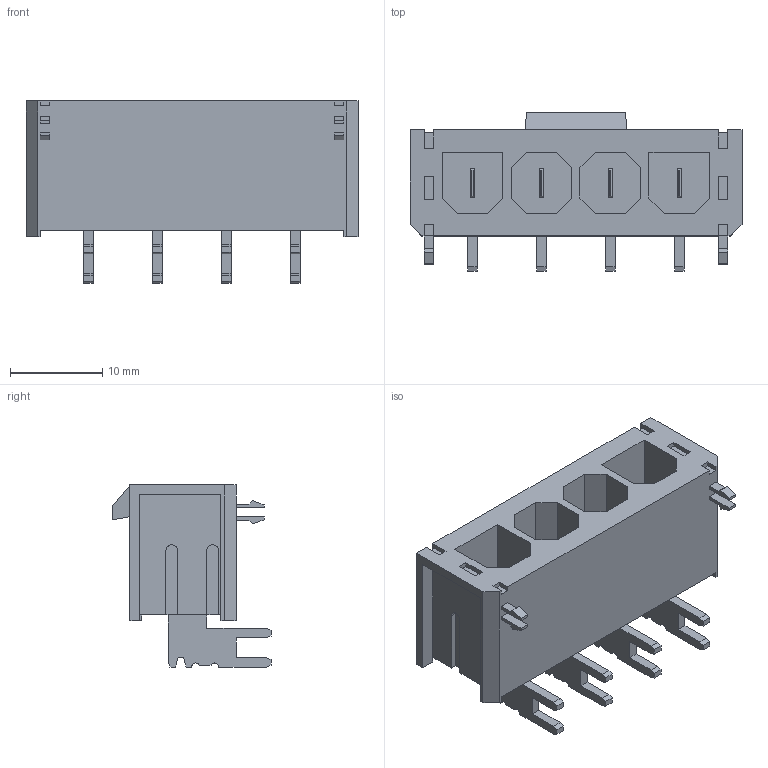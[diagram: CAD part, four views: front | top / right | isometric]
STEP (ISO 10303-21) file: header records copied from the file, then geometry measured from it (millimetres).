
FILE_DESCRIPTION((''),'2;1');
FILE_NAME('431603104','2015-07-31T',('me'),(''),'PRO/ENGINEER BY PARAMETRIC TECHNOLOGY CORPORATION, 2011490','PRO/ENGINEER BY PARAMETRIC TECHNOLOGY CORPORATION, 2011490','');
FILE_SCHEMA(('CONFIG_CONTROL_DESIGN'));
Length unit declared in the file: inch
Products named in the file (1): 431603104
Bounding box: 36.07 x 17.2 x 19.79 mm (x, y, z)
Volume: 3501.7 mm3; surface area: 4306.1 mm2
Topology: 1 solids, 1 shells, 299 faces, 821 edges, 542 vertices
Faces by surface type: plane 287, cylinder 12
Entity records: 9310 total; most frequent: CARTESIAN_POINT 1643, ORIENTED_EDGE 1602, DIRECTION 1465, EDGE_CURVE 801, VECTOR 777, LINE 777, VERTEX_POINT 522, AXIS2_PLACEMENT_3D 344
